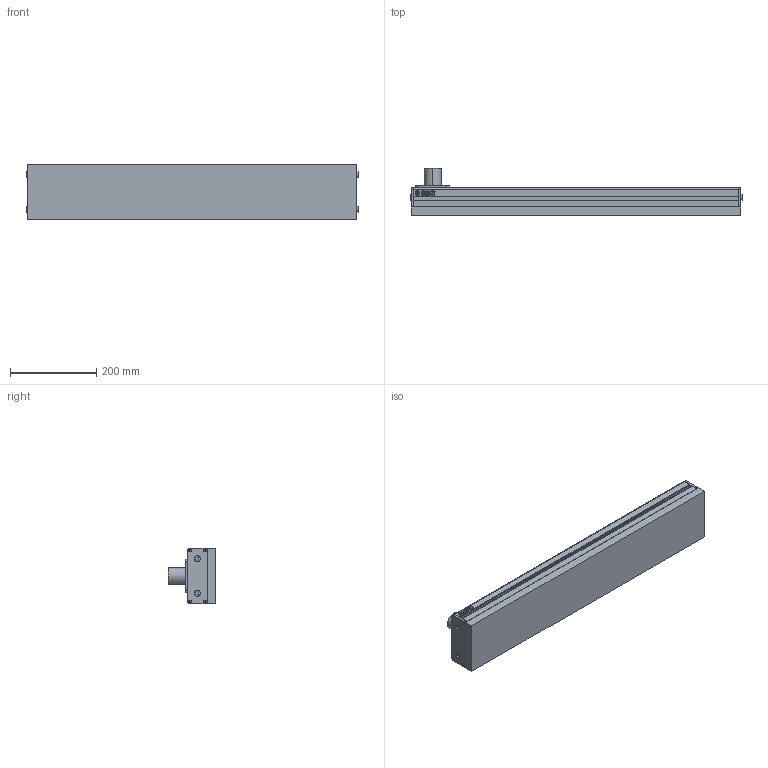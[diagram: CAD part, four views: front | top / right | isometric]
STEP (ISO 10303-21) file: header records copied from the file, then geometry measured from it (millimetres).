
FILE_DESCRIPTION (( 'STEP AP214' ), '1' );
FILE_NAME ('TPC-CV-130x766-3R-20.STEP', '2024-09-20T05:41:03', ( '' ), ( '' ), 'SwSTEP 2.0', 'SolidWorks 2023', '' );
FILE_SCHEMA (( 'AUTOMOTIVE_DESIGN' ));
Length unit declared in the file: millimetre
Products named in the file (2): TPC-CV-130x766-3R-20; TPC-CV-130x442-3R-20B
Assembly tree (1 placements, depth 2):
  TPC-CV-130x766-3R-20
    TPC-CV-130x442-3R-20B
Bounding box: 772 x 110 x 130 mm (x, y, z)
Volume: 6153803.1 mm3; surface area: 644808.9 mm2
Topology: 5 solids, 5 shells, 795 faces, 2130 edges, 1420 vertices
Faces by surface type: plane 407, cylinder 204, bspline 184
Entity records: 37771 total; most frequent: CARTESIAN_POINT 18617, ORIENTED_EDGE 4260, DIRECTION 3396, EDGE_CURVE 2130, VERTEX_POINT 1420, LINE 1350, VECTOR 1350, AXIS2_PLACEMENT_3D 1023
